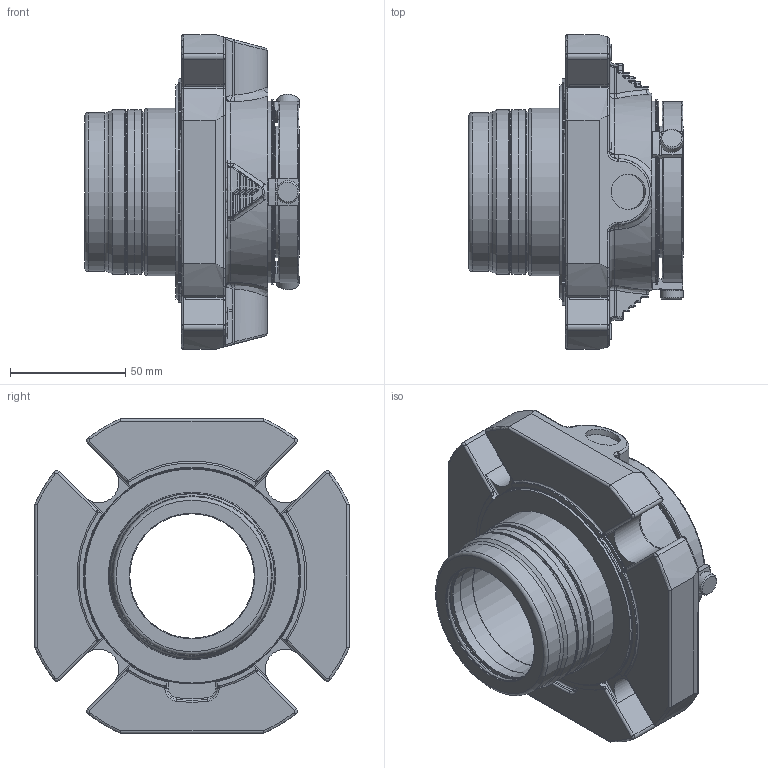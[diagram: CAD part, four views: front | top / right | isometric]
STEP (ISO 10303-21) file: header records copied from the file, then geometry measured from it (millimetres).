
FILE_DESCRIPTION(/* description */ ('Unknown'),/* implementation_level */ '2;1');
FILE_NAME(/* name */ '2.125',/* time_stamp */ '2023-01-30T13:49:44+00:00',/* author */ ('Unknown'),/* organization */ ('Unknown'),/* preprocessor_version */ 'ST-DEVELOPER v16.7',/* originating_system */ 'Solid Edge',/* authorisation */ 'Unknown');
FILE_SCHEMA (('AUTOMOTIVE_DESIGN {1 0 10303 214 3 1 1}'));
Length unit declared in the file: millimetre
Products named in the file (1): 2.125
Bounding box: 93.15 x 136.5 x 136.5 mm (x, y, z)
Volume: 432971.1 mm3; surface area: 87881.4 mm2
Topology: 1 solids, 3 shells, 1047 faces, 2740 edges, 1706 vertices
Faces by surface type: cylinder 347, plane 316, bspline 189, torus 118, cone 41, sphere 36
Full cylindrical faces by diameter (mm): 2.368 x1, 4.837 x2, 5.994 x3, 9.88 x3, 15.342 x2, 53.975 x2, 54.023 x2, 54.276 x1, 56.306 x2, 57.067 x1, 58.362 x2, 68.74 x1, 69.4 x2, 69.907 x1, 71.379 x2, 71.48 x1, 72.673 x1, 78.867 x2, 80.391 x1, 89.953 x1, 92.896 x1, 92.907 x1, 93.302 x1, 93.65 x1
Entity records: 42239 total; most frequent: CARTESIAN_POINT 10717, ORIENTED_EDGE 5218, DIRECTION 4721, EDGE_CURVE 2609, AXIS2_PLACEMENT_3D 1781, VERTEX_POINT 1671, FACE_BOUND 1188, EDGE_LOOP 1187
